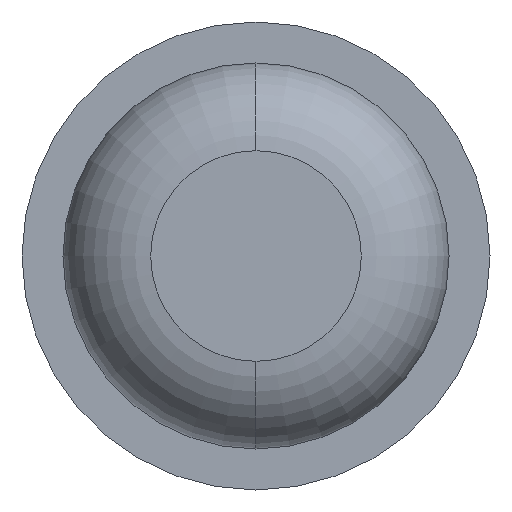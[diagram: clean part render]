
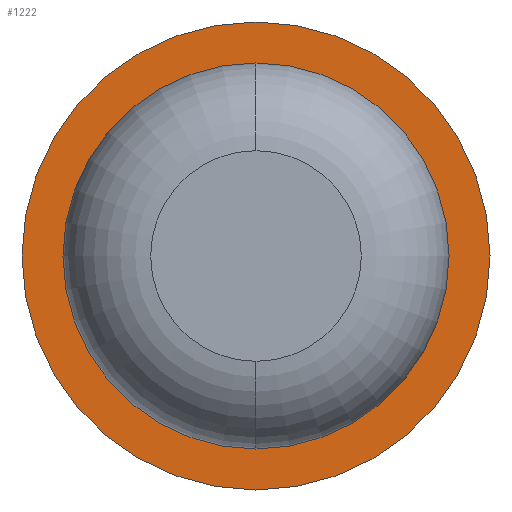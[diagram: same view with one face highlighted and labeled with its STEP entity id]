
A CAD part, front view. The second image highlights one B-rep face of the part: STEP entity #1222.
In plain terms, the highlighted planar face has unit normal (0, -1, 0).
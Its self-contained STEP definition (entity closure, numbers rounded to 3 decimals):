
#130 = EDGE_CURVE ( 'Defeature ausgef�hrt1_2+Defeature ausgef�hrt1_1+Defeature ausgef�hrt1_1+Defeature ausgef�hrt1_1', #3441, #495, #207, .T. ) ;
#207 = CIRCLE ( 'NONE', #2053, 1. ) ;
#303 = DIRECTION ( 'NONE',  ( -1., 0., 0. ) ) ;
#348 = AXIS2_PLACEMENT_3D ( 'NONE', #1138, #3642, #520 ) ;
#357 = CARTESIAN_POINT ( 'NONE',  ( 1., -2., 0. ) ) ;
#384 = EDGE_CURVE ( 'Defeature ausgef�hrt1_1+Defeature ausgef�hrt1_4+Defeature ausgef�hrt1_4+Defeature ausgef�hrt1_4', #2599, #946, #958, .T. ) ;
#469 = CIRCLE ( 'NONE', #2601, 1. ) ;
#484 = PLANE ( 'NONE',  #2531 ) ;
#495 = VERTEX_POINT ( 'NONE', #2384 ) ;
#501 = DIRECTION ( 'NONE',  ( 0., 1., 0. ) ) ;
#520 = DIRECTION ( 'NONE',  ( -1., 0., 0. ) ) ;
#570 = CARTESIAN_POINT ( 'NONE',  ( 0., -2., 0. ) ) ;
#696 = CIRCLE ( 'NONE', #1528, 0.825 ) ;
#699 = EDGE_CURVE ( 'Defeature ausgef�hrt1_1+Defeature ausgef�hrt1_4+Defeature ausgef�hrt1_4+Defeature ausgef�hrt1_4', #946, #2599, #696, .T. ) ;
#734 = DIRECTION ( 'NONE',  ( 0., 1., 0. ) ) ;
#798 = CARTESIAN_POINT ( 'NONE',  ( 0.825, -2., 0. ) ) ;
#946 = VERTEX_POINT ( 'NONE', #2984 ) ;
#958 = CIRCLE ( 'NONE', #348, 0.825 ) ;
#1138 = CARTESIAN_POINT ( 'NONE',  ( 0., -2., 0. ) ) ;
#1160 = EDGE_LOOP ( 'NONE', ( #2829, #2899 ) ) ;
#1222 = ADVANCED_FACE ( 'Defeature ausgef�hrt1_1', ( #2389, #3600 ), #484, .F. ) ;
#1528 = AXIS2_PLACEMENT_3D ( 'NONE', #570, #1752, #303 ) ;
#1620 = DIRECTION ( 'NONE',  ( -1., 0., 0. ) ) ;
#1645 = DIRECTION ( 'NONE',  ( -1., 0., 0. ) ) ;
#1702 = ORIENTED_EDGE ( 'NONE', *, *, #699, .T. ) ;
#1752 = DIRECTION ( 'NONE',  ( 0., 1., 0. ) ) ;
#1873 = CARTESIAN_POINT ( 'NONE',  ( 0., -2., 0.825 ) ) ;
#1928 = EDGE_CURVE ( 'Defeature ausgef�hrt1_2+Defeature ausgef�hrt1_1+Defeature ausgef�hrt1_1+Defeature ausgef�hrt1_1', #495, #3441, #469, .T. ) ;
#2053 = AXIS2_PLACEMENT_3D ( 'NONE', #2179, #734, #2732 ) ;
#2139 = ORIENTED_EDGE ( 'NONE', *, *, #384, .T. ) ;
#2179 = CARTESIAN_POINT ( 'NONE',  ( 0., -2., 0. ) ) ;
#2205 = DIRECTION ( 'NONE',  ( 0., 1., 0. ) ) ;
#2384 = CARTESIAN_POINT ( 'NONE',  ( -1., -2., 0. ) ) ;
#2389 = FACE_OUTER_BOUND ( 'NONE', #1160, .T. ) ;
#2531 = AXIS2_PLACEMENT_3D ( 'NONE', #798, #501, #1620 ) ;
#2547 = EDGE_LOOP ( 'NONE', ( #2139, #1702 ) ) ;
#2599 = VERTEX_POINT ( 'NONE', #1873 ) ;
#2601 = AXIS2_PLACEMENT_3D ( 'NONE', #3355, #2205, #1645 ) ;
#2732 = DIRECTION ( 'NONE',  ( -1., 0., 0. ) ) ;
#2829 = ORIENTED_EDGE ( 'NONE', *, *, #1928, .F. ) ;
#2899 = ORIENTED_EDGE ( 'NONE', *, *, #130, .F. ) ;
#2984 = CARTESIAN_POINT ( 'NONE',  ( 0., -2., -0.825 ) ) ;
#3355 = CARTESIAN_POINT ( 'NONE',  ( 0., -2., 0. ) ) ;
#3441 = VERTEX_POINT ( 'NONE', #357 ) ;
#3600 = FACE_BOUND ( 'NONE', #2547, .T. ) ;
#3642 = DIRECTION ( 'NONE',  ( 0., 1., 0. ) ) ;
